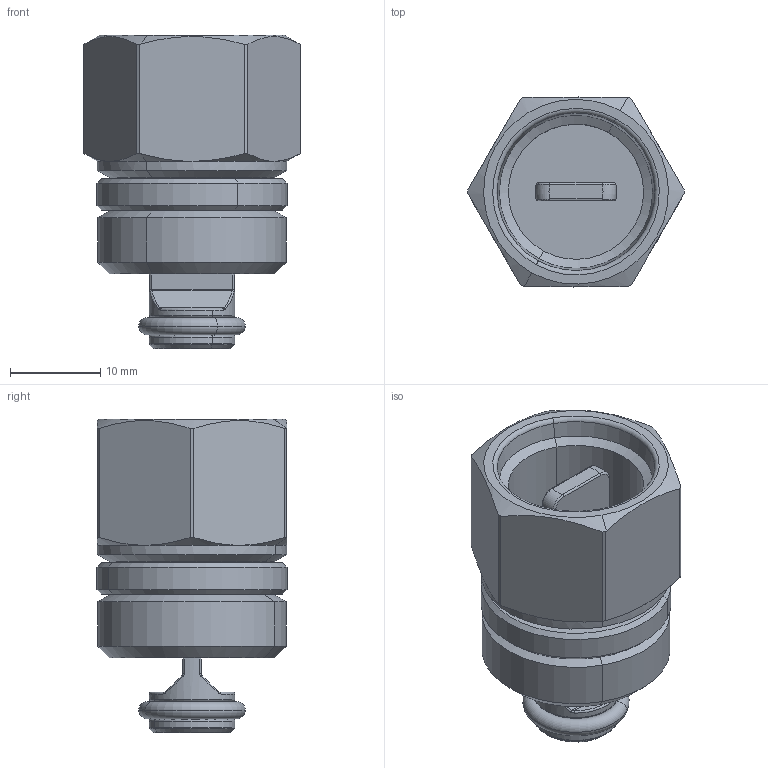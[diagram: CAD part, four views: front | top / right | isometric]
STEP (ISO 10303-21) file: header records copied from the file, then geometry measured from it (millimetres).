
FILE_DESCRIPTION(('CATIA V5 STEP Exchange'),'2;1');
FILE_NAME('STEP_561340_-_TST.stp','2017-10-12T07:58:12+00:00',('none'),('none'),'CATIA Version 5-6 Release 2016 SP4','CATIA V5 STEP AP203','none');
FILE_SCHEMA(('CONFIG_CONTROL_DESIGN'));
Length unit declared in the file: millimetre
Products named in the file (1): 561340 - TST
Bounding box: 24 x 21.09 x 34.8 mm (x, y, z)
Volume: 8023 mm3; surface area: 4022.4 mm2
Topology: 2 solids, 3 shells, 139 faces, 320 edges, 192 vertices
Faces by surface type: cylinder 44, cone 26, plane 25, torus 24, bspline 20
Entity records: 4699 total; most frequent: CARTESIAN_POINT 1935, ORIENTED_EDGE 640, DIRECTION 393, EDGE_CURVE 320, AXIS2_PLACEMENT_3D 229, VERTEX_POINT 192, CIRCLE 149, EDGE_LOOP 148
